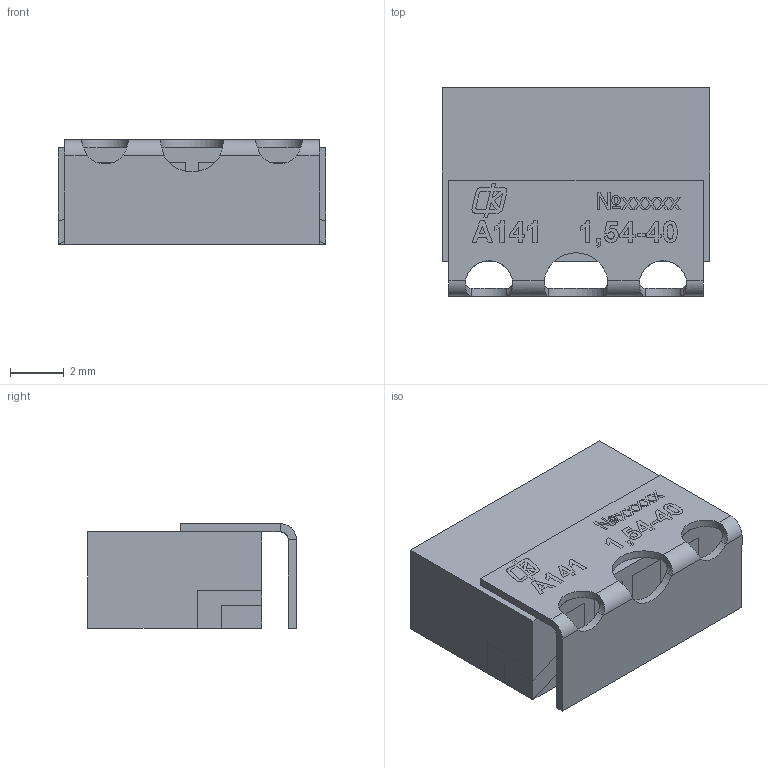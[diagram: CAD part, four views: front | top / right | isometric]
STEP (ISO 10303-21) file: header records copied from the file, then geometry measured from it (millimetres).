
FILE_DESCRIPTION(('STEP AP203'), '1');
FILE_NAME('ÍØÁÀ.434834.010-24.01_Ôèëüòð ÔÊÏ1-210-24-1,54-40', '', ('UNSPECIFIED'), ('UNSPECIFIED'), 'ASCON STEP Converter 1.6', 'ASCON Math Kernel', '');
FILE_SCHEMA(('CONFIG_CONTROL_DESIGN'));
Length unit declared in the file: millimetre
Products named in the file (1): НШБА.434834.010-24.01_Фильтр ФКП1-210-24-1,54-40
Bounding box: 10 x 7.8 x 3.9 mm (x, y, z)
Volume: 253.3 mm3; surface area: 336.7 mm2
Topology: 1 solids, 1 shells, 362 faces, 958 edges, 624 vertices
Faces by surface type: plane 287, bspline 54, cylinder 21
Entity records: 17901 total; most frequent: CARTESIAN_POINT 6413, ORIENTED_EDGE 1916, DIRECTION 1465, EDGE_CURVE 958, LINE 775, VECTOR 775, VERTEX_POINT 624, FACE_BOUND 394
